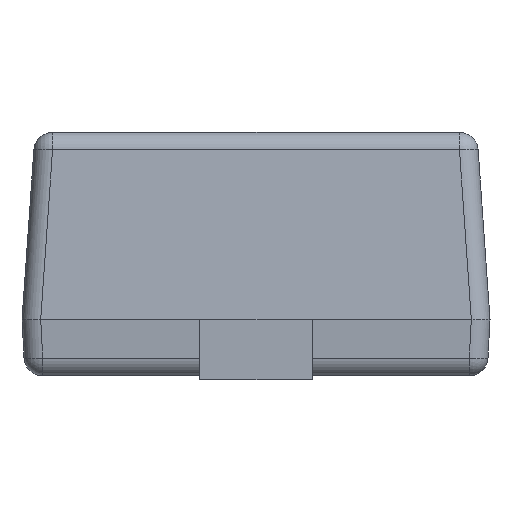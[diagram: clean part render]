
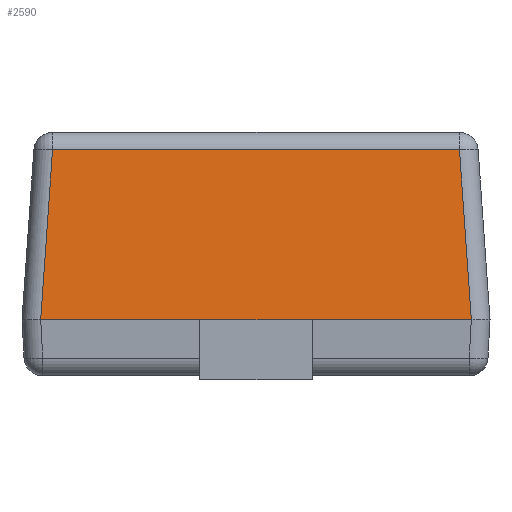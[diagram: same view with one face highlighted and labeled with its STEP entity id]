
A CAD part, left-side view. The second image highlights one B-rep face of the part: STEP entity #2590.
In plain terms, the highlighted planar face has unit normal (-0.998, 0, 0.07).
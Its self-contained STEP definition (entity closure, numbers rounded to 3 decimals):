
#18 = DIRECTION ( 'NONE',  ( 0., -1., 0. ) ) ;
#103 = CARTESIAN_POINT ( 'NONE',  ( -0.818, 0.543, 0.453 ) ) ;
#121 = EDGE_CURVE ( 'NONE', #4610, #688, #3863, .T. ) ;
#124 = VERTEX_POINT ( 'NONE', #103 ) ;
#278 = CARTESIAN_POINT ( 'NONE',  ( -0.85, 0.625, 0. ) ) ;
#289 = CARTESIAN_POINT ( 'NONE',  ( -0.85, 0.625, 0. ) ) ;
#308 = VERTEX_POINT ( 'NONE', #4574 ) ;
#357 = VECTOR ( 'NONE', #2356, 1000. ) ;
#574 = ORIENTED_EDGE ( 'NONE', *, *, #2135, .T. ) ;
#578 = VERTEX_POINT ( 'NONE', #1284 ) ;
#619 = PLANE ( 'NONE',  #2686 ) ;
#633 = EDGE_CURVE ( 'NONE', #308, #2698, #3459, .T. ) ;
#642 = CARTESIAN_POINT ( 'NONE',  ( -0.85, 0.625, 0. ) ) ;
#688 = VERTEX_POINT ( 'NONE', #3212 ) ;
#889 = LINE ( 'NONE', #5275, #2079 ) ;
#985 = ORIENTED_EDGE ( 'NONE', *, *, #3815, .T. ) ;
#1002 = ORIENTED_EDGE ( 'NONE', *, *, #633, .T. ) ;
#1005 = DIRECTION ( 'NONE',  ( -0.998, 0., 0.07 ) ) ;
#1195 = VERTEX_POINT ( 'NONE', #5508 ) ;
#1225 = LINE ( 'NONE', #3103, #3182 ) ;
#1238 = CARTESIAN_POINT ( 'NONE',  ( -0.85, 0.625, 0. ) ) ;
#1246 = LINE ( 'NONE', #1560, #4623 ) ;
#1284 = CARTESIAN_POINT ( 'NONE',  ( -0.85, -0.15, 0. ) ) ;
#1357 = EDGE_LOOP ( 'NONE', ( #4208, #985, #574, #4976, #3410, #5191, #1002, #4455 ) ) ;
#1466 = VECTOR ( 'NONE', #2066, 1000. ) ;
#1560 = CARTESIAN_POINT ( 'NONE',  ( -0.85, 0.625, 0. ) ) ;
#1611 = EDGE_CURVE ( 'NONE', #2200, #124, #1225, .T. ) ;
#1910 = CARTESIAN_POINT ( 'NONE',  ( -0.844, -0.569, 0.083 ) ) ;
#2006 = CARTESIAN_POINT ( 'NONE',  ( -0.85, 0.575, 0. ) ) ;
#2066 = DIRECTION ( 'NONE',  ( 0., -1., 0. ) ) ;
#2079 = VECTOR ( 'NONE', #4824, 1000. ) ;
#2135 = EDGE_CURVE ( 'NONE', #1195, #4610, #3964, .T. ) ;
#2200 = VERTEX_POINT ( 'NONE', #5038 ) ;
#2273 = DIRECTION ( 'NONE',  ( 0., -1., 0. ) ) ;
#2356 = DIRECTION ( 'NONE',  ( 0.07, 0.07, 0.995 ) ) ;
#2590 = ADVANCED_FACE ( 'NONE', ( #3104 ), #619, .T. ) ;
#2657 = LINE ( 'NONE', #289, #1466 ) ;
#2686 = AXIS2_PLACEMENT_3D ( 'NONE', #4633, #1005, #5074 ) ;
#2698 = VERTEX_POINT ( 'NONE', #3485 ) ;
#2745 = DIRECTION ( 'NONE',  ( 0., -1., 0. ) ) ;
#2891 = DIRECTION ( 'NONE',  ( 0., -1., 0. ) ) ;
#3087 = VECTOR ( 'NONE', #2745, 1000. ) ;
#3103 = CARTESIAN_POINT ( 'NONE',  ( -0.818, 0.59, 0.453 ) ) ;
#3104 = FACE_OUTER_BOUND ( 'NONE', #1357, .T. ) ;
#3161 = DIRECTION ( 'NONE',  ( 0., 1., 0. ) ) ;
#3169 = VECTOR ( 'NONE', #18, 1000. ) ;
#3182 = VECTOR ( 'NONE', #3161, 1000. ) ;
#3212 = CARTESIAN_POINT ( 'NONE',  ( -0.85, 0.15, 0. ) ) ;
#3410 = ORIENTED_EDGE ( 'NONE', *, *, #3660, .T. ) ;
#3459 = LINE ( 'NONE', #1238, #3169 ) ;
#3485 = CARTESIAN_POINT ( 'NONE',  ( -0.85, -0.575, 0. ) ) ;
#3660 = EDGE_CURVE ( 'NONE', #688, #578, #1246, .T. ) ;
#3815 = EDGE_CURVE ( 'NONE', #124, #1195, #889, .T. ) ;
#3863 = LINE ( 'NONE', #642, #3087 ) ;
#3912 = LINE ( 'NONE', #1910, #357 ) ;
#3964 = LINE ( 'NONE', #278, #4117 ) ;
#4117 = VECTOR ( 'NONE', #2273, 1000. ) ;
#4130 = EDGE_CURVE ( 'NONE', #2698, #2200, #3912, .T. ) ;
#4208 = ORIENTED_EDGE ( 'NONE', *, *, #1611, .T. ) ;
#4455 = ORIENTED_EDGE ( 'NONE', *, *, #4130, .T. ) ;
#4574 = CARTESIAN_POINT ( 'NONE',  ( -0.85, -0.575, 0. ) ) ;
#4610 = VERTEX_POINT ( 'NONE', #2006 ) ;
#4623 = VECTOR ( 'NONE', #2891, 1000. ) ;
#4633 = CARTESIAN_POINT ( 'NONE',  ( -0.85, 0.625, 0. ) ) ;
#4824 = DIRECTION ( 'NONE',  ( -0.07, 0.07, -0.995 ) ) ;
#4976 = ORIENTED_EDGE ( 'NONE', *, *, #121, .T. ) ;
#5038 = CARTESIAN_POINT ( 'NONE',  ( -0.818, -0.543, 0.453 ) ) ;
#5074 = DIRECTION ( 'NONE',  ( 0.07, 0., 0.998 ) ) ;
#5191 = ORIENTED_EDGE ( 'NONE', *, *, #5346, .T. ) ;
#5275 = CARTESIAN_POINT ( 'NONE',  ( -0.85, 0.575, -0.003 ) ) ;
#5346 = EDGE_CURVE ( 'NONE', #578, #308, #2657, .T. ) ;
#5508 = CARTESIAN_POINT ( 'NONE',  ( -0.85, 0.575, 0. ) ) ;
